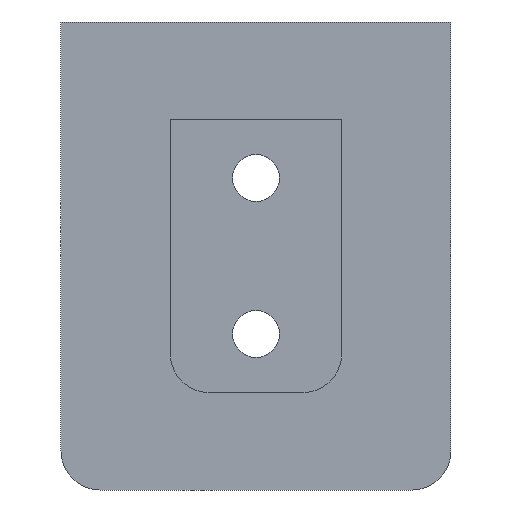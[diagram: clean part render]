
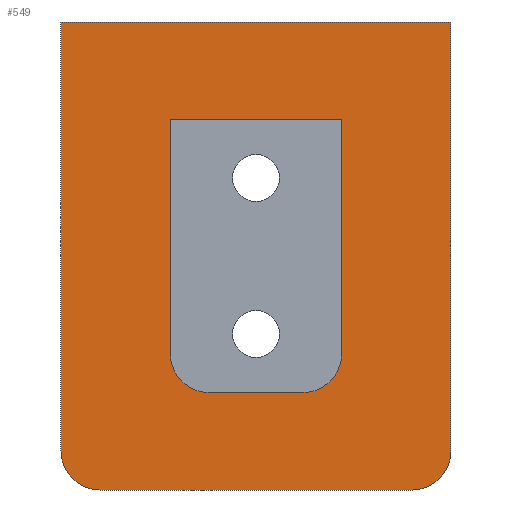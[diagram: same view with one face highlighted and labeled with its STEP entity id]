
A CAD part, front view. The second image highlights one B-rep face of the part: STEP entity #549.
In plain terms, the highlighted planar face has unit normal (0, -1, 0).
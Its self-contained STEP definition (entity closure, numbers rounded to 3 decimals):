
#15=FACE_BOUND('',#80,.T.);
#24=PLANE('',#600);
#48=FACE_OUTER_BOUND('',#79,.T.);
#79=EDGE_LOOP('',(#398,#399,#400,#401,#402,#403));
#80=EDGE_LOOP('',(#404,#405,#406,#407,#408,#409));
#114=LINE('',#814,#172);
#120=LINE('',#829,#178);
#123=LINE('',#841,#181);
#124=LINE('',#845,#182);
#125=LINE('',#847,#183);
#126=LINE('',#848,#184);
#127=LINE('',#850,#185);
#128=LINE('',#851,#186);
#172=VECTOR('',#652,10.);
#178=VECTOR('',#666,10.);
#181=VECTOR('',#677,10.);
#182=VECTOR('',#680,10.);
#183=VECTOR('',#681,10.);
#184=VECTOR('',#682,10.);
#185=VECTOR('',#683,10.);
#186=VECTOR('',#684,10.);
#229=CIRCLE('',#591,5.);
#231=CIRCLE('',#595,5.);
#233=CIRCLE('',#599,5.);
#234=CIRCLE('',#601,5.);
#250=VERTEX_POINT('',#807);
#251=VERTEX_POINT('',#809);
#252=VERTEX_POINT('',#813);
#256=VERTEX_POINT('',#822);
#257=VERTEX_POINT('',#824);
#260=VERTEX_POINT('',#834);
#261=VERTEX_POINT('',#836);
#262=VERTEX_POINT('',#840);
#263=VERTEX_POINT('',#842);
#264=VERTEX_POINT('',#844);
#265=VERTEX_POINT('',#846);
#266=VERTEX_POINT('',#849);
#302=EDGE_CURVE('',#250,#251,#229,.F.);
#304=EDGE_CURVE('',#252,#251,#114,.T.);
#309=EDGE_CURVE('',#256,#257,#231,.F.);
#312=EDGE_CURVE('',#250,#257,#120,.T.);
#315=EDGE_CURVE('',#260,#261,#233,.T.);
#317=EDGE_CURVE('',#260,#262,#123,.T.);
#318=EDGE_CURVE('',#263,#262,#234,.T.);
#319=EDGE_CURVE('',#263,#264,#124,.T.);
#320=EDGE_CURVE('',#264,#265,#125,.T.);
#321=EDGE_CURVE('',#265,#261,#126,.T.);
#322=EDGE_CURVE('',#256,#266,#127,.T.);
#323=EDGE_CURVE('',#266,#252,#128,.T.);
#398=ORIENTED_EDGE('',*,*,#315,.F.);
#399=ORIENTED_EDGE('',*,*,#317,.T.);
#400=ORIENTED_EDGE('',*,*,#318,.F.);
#401=ORIENTED_EDGE('',*,*,#319,.T.);
#402=ORIENTED_EDGE('',*,*,#320,.T.);
#403=ORIENTED_EDGE('',*,*,#321,.T.);
#404=ORIENTED_EDGE('',*,*,#322,.T.);
#405=ORIENTED_EDGE('',*,*,#323,.T.);
#406=ORIENTED_EDGE('',*,*,#304,.T.);
#407=ORIENTED_EDGE('',*,*,#302,.F.);
#408=ORIENTED_EDGE('',*,*,#312,.T.);
#409=ORIENTED_EDGE('',*,*,#309,.F.);
#549=ADVANCED_FACE('',(#48,#15),#24,.F.);
#591=AXIS2_PLACEMENT_3D('',#810,#647,#648);
#595=AXIS2_PLACEMENT_3D('',#825,#660,#661);
#599=AXIS2_PLACEMENT_3D('',#837,#672,#673);
#600=AXIS2_PLACEMENT_3D('',#839,#675,#676);
#601=AXIS2_PLACEMENT_3D('',#843,#678,#679);
#647=DIRECTION('center_axis',(0.,1.,0.));
#648=DIRECTION('ref_axis',(0.707,0.,-0.707));
#652=DIRECTION('',(0.,0.,-1.));
#660=DIRECTION('center_axis',(0.,1.,0.));
#661=DIRECTION('ref_axis',(-0.707,0.,-0.707));
#666=DIRECTION('',(-1.,0.,0.));
#672=DIRECTION('center_axis',(0.,1.,0.));
#673=DIRECTION('ref_axis',(-0.707,0.,-0.707));
#675=DIRECTION('center_axis',(0.,1.,0.));
#676=DIRECTION('ref_axis',(-1.,0.,0.));
#677=DIRECTION('',(1.,0.,0.));
#678=DIRECTION('center_axis',(0.,1.,0.));
#679=DIRECTION('ref_axis',(0.707,0.,-0.707));
#680=DIRECTION('',(0.,0.,1.));
#681=DIRECTION('',(-1.,0.,0.));
#682=DIRECTION('',(0.,0.,-1.));
#683=DIRECTION('',(0.,0.,1.));
#684=DIRECTION('',(1.,0.,0.));
#807=CARTESIAN_POINT('',(6.,4.5,-17.5));
#809=CARTESIAN_POINT('',(11.,4.5,-12.5));
#810=CARTESIAN_POINT('Origin',(6.,4.5,-12.5));
#813=CARTESIAN_POINT('',(11.,4.5,17.5));
#814=CARTESIAN_POINT('',(11.,4.5,-17.5));
#822=CARTESIAN_POINT('',(-11.,4.5,-12.5));
#824=CARTESIAN_POINT('',(-6.,4.5,-17.5));
#825=CARTESIAN_POINT('Origin',(-6.,4.5,-12.5));
#829=CARTESIAN_POINT('',(-11.,4.5,-17.5));
#834=CARTESIAN_POINT('',(-20.,4.5,-30.));
#836=CARTESIAN_POINT('',(-25.,4.5,-25.));
#837=CARTESIAN_POINT('Origin',(-20.,4.5,-25.));
#839=CARTESIAN_POINT('Origin',(0.,4.5,0.));
#840=CARTESIAN_POINT('',(20.,4.5,-30.));
#841=CARTESIAN_POINT('',(-25.,4.5,-30.));
#842=CARTESIAN_POINT('',(25.,4.5,-25.));
#843=CARTESIAN_POINT('Origin',(20.,4.5,-25.));
#844=CARTESIAN_POINT('',(25.,4.5,30.));
#845=CARTESIAN_POINT('',(25.,4.5,-30.));
#846=CARTESIAN_POINT('',(-25.,4.5,30.));
#847=CARTESIAN_POINT('',(25.,4.5,30.));
#848=CARTESIAN_POINT('',(-25.,4.5,30.));
#849=CARTESIAN_POINT('',(-11.,4.5,17.5));
#850=CARTESIAN_POINT('',(-11.,4.5,17.5));
#851=CARTESIAN_POINT('',(11.,4.5,17.5));
